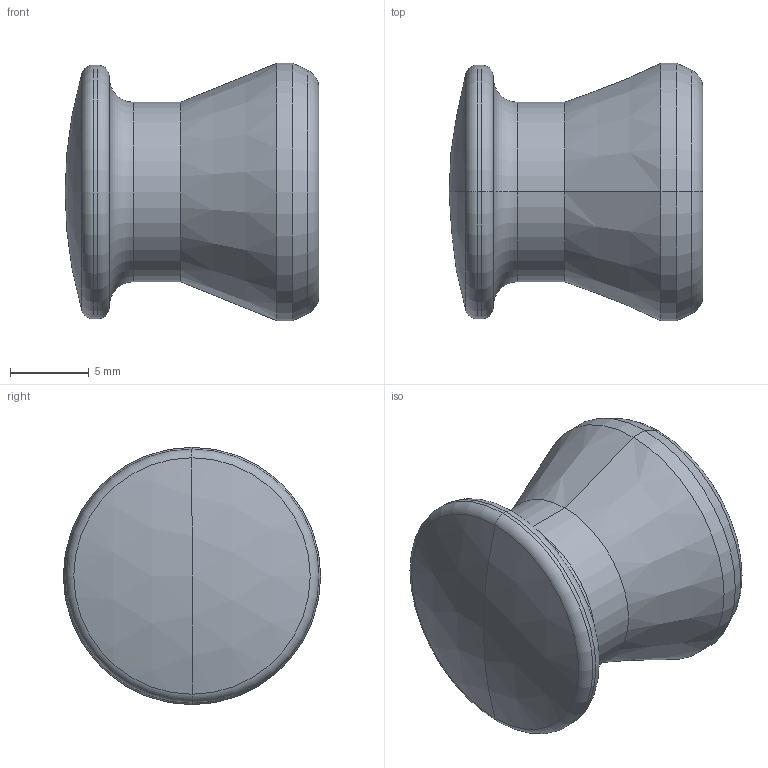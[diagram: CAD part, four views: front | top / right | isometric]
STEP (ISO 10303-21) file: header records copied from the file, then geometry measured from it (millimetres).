
FILE_DESCRIPTION (( 'STEP AP203' ), '1' );
FILE_NAME ('1-4 End Cap.STEP', '2005-02-04T21:41:56', ( 'mark lockwood' ), ( 'lockwood products inc.' ), 'SwSTEP 2.0', 'SolidWorks 2004146', '' );
FILE_SCHEMA (( 'CONFIG_CONTROL_DESIGN' ));
Length unit declared in the file: inch
Products named in the file (1): 1-4 End Cap
Bounding box: 16.15 x 16.38 x 16.38 mm (x, y, z)
Volume: 1249.2 mm3; surface area: 1500.4 mm2
Topology: 1 solids, 1 shells, 34 faces, 71 edges, 39 vertices
Faces by surface type: cylinder 10, torus 10, cone 6, sphere 6, plane 2
Entity records: 947 total; most frequent: DIRECTION 186, CARTESIAN_POINT 137, ORIENTED_EDGE 132, AXIS2_PLACEMENT_3D 85, EDGE_CURVE 66, CIRCLE 50, VERTEX_POINT 36, EDGE_LOOP 36
